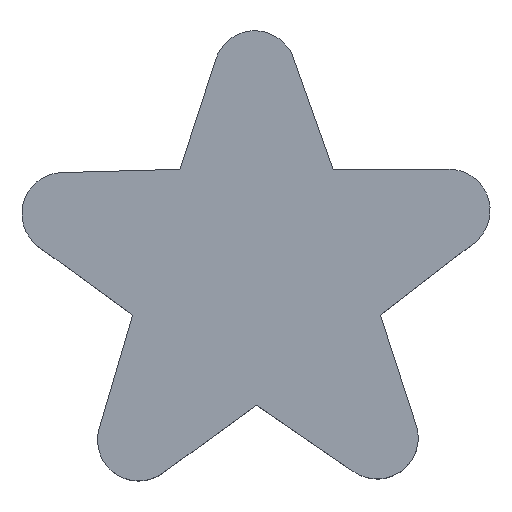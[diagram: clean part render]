
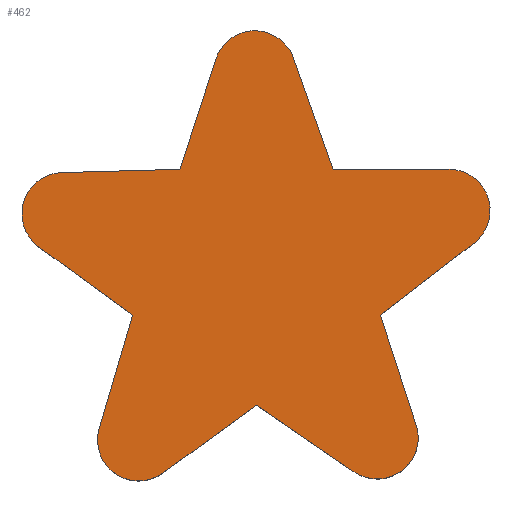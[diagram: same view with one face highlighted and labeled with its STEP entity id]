
A CAD part, top view. The second image highlights one B-rep face of the part: STEP entity #462.
In plain terms, the highlighted planar face has unit normal (0, 0, 1).
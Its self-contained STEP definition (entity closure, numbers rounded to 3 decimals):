
#38=PLANE('',#529);
#56=LINE('',#745,#98);
#58=LINE('',#749,#100);
#60=LINE('',#753,#102);
#63=LINE('',#761,#105);
#65=LINE('',#765,#107);
#68=LINE('',#773,#110);
#70=LINE('',#777,#112);
#73=LINE('',#785,#115);
#75=LINE('',#789,#117);
#78=LINE('',#797,#120);
#80=LINE('',#800,#122);
#98=VECTOR('',#605,10.);
#100=VECTOR('',#609,10.);
#102=VECTOR('',#613,10.);
#105=VECTOR('',#622,10.);
#107=VECTOR('',#626,10.);
#110=VECTOR('',#635,10.);
#112=VECTOR('',#639,10.);
#115=VECTOR('',#648,10.);
#117=VECTOR('',#652,10.);
#120=VECTOR('',#661,10.);
#122=VECTOR('',#665,10.);
#150=FACE_OUTER_BOUND('',#178,.T.);
#178=EDGE_LOOP('',(#421,#422,#423,#424,#425,#426,#427,#428,#429,#430,#431,
#432,#433,#434,#435,#436));
#196=CIRCLE('',#509,4.356);
#197=CIRCLE('',#514,4.356);
#198=CIRCLE('',#518,4.356);
#199=CIRCLE('',#522,4.356);
#200=CIRCLE('',#526,4.356);
#229=VERTEX_POINT('',#738);
#230=VERTEX_POINT('',#740);
#231=VERTEX_POINT('',#744);
#232=VERTEX_POINT('',#748);
#233=VERTEX_POINT('',#752);
#234=VERTEX_POINT('',#756);
#235=VERTEX_POINT('',#760);
#236=VERTEX_POINT('',#764);
#237=VERTEX_POINT('',#768);
#238=VERTEX_POINT('',#772);
#239=VERTEX_POINT('',#776);
#240=VERTEX_POINT('',#780);
#241=VERTEX_POINT('',#784);
#242=VERTEX_POINT('',#788);
#243=VERTEX_POINT('',#792);
#244=VERTEX_POINT('',#796);
#278=EDGE_CURVE('',#230,#229,#196,.T.);
#280=EDGE_CURVE('',#231,#230,#56,.T.);
#282=EDGE_CURVE('',#232,#231,#58,.T.);
#284=EDGE_CURVE('',#233,#232,#60,.T.);
#286=EDGE_CURVE('',#234,#233,#197,.T.);
#288=EDGE_CURVE('',#235,#234,#63,.T.);
#290=EDGE_CURVE('',#236,#235,#65,.T.);
#292=EDGE_CURVE('',#237,#236,#198,.T.);
#294=EDGE_CURVE('',#238,#237,#68,.T.);
#296=EDGE_CURVE('',#239,#238,#70,.T.);
#298=EDGE_CURVE('',#240,#239,#199,.T.);
#300=EDGE_CURVE('',#241,#240,#73,.T.);
#302=EDGE_CURVE('',#242,#241,#75,.T.);
#304=EDGE_CURVE('',#243,#242,#200,.T.);
#306=EDGE_CURVE('',#244,#243,#78,.T.);
#308=EDGE_CURVE('',#229,#244,#80,.T.);
#421=ORIENTED_EDGE('',*,*,#308,.T.);
#422=ORIENTED_EDGE('',*,*,#306,.T.);
#423=ORIENTED_EDGE('',*,*,#304,.T.);
#424=ORIENTED_EDGE('',*,*,#302,.T.);
#425=ORIENTED_EDGE('',*,*,#300,.T.);
#426=ORIENTED_EDGE('',*,*,#298,.T.);
#427=ORIENTED_EDGE('',*,*,#296,.T.);
#428=ORIENTED_EDGE('',*,*,#294,.T.);
#429=ORIENTED_EDGE('',*,*,#292,.T.);
#430=ORIENTED_EDGE('',*,*,#290,.T.);
#431=ORIENTED_EDGE('',*,*,#288,.T.);
#432=ORIENTED_EDGE('',*,*,#286,.T.);
#433=ORIENTED_EDGE('',*,*,#284,.T.);
#434=ORIENTED_EDGE('',*,*,#282,.T.);
#435=ORIENTED_EDGE('',*,*,#280,.T.);
#436=ORIENTED_EDGE('',*,*,#278,.T.);
#462=ADVANCED_FACE('',(#150),#38,.T.);
#509=AXIS2_PLACEMENT_3D('',#741,#600,#601);
#514=AXIS2_PLACEMENT_3D('',#757,#617,#618);
#518=AXIS2_PLACEMENT_3D('',#769,#630,#631);
#522=AXIS2_PLACEMENT_3D('',#781,#643,#644);
#526=AXIS2_PLACEMENT_3D('',#793,#656,#657);
#529=AXIS2_PLACEMENT_3D('',#801,#666,#667);
#600=DIRECTION('center_axis',(0.,0.,1.));
#601=DIRECTION('ref_axis',(-0.942,-0.335,0.));
#605=DIRECTION('',(-0.335,0.942,0.));
#609=DIRECTION('',(-1.,0.,0.));
#613=DIRECTION('',(-1.,0.,0.));
#617=DIRECTION('center_axis',(0.,0.,1.));
#618=DIRECTION('ref_axis',(-0.609,0.793,0.));
#622=DIRECTION('',(0.792,0.61,0.));
#626=DIRECTION('',(-0.309,0.951,0.));
#630=DIRECTION('center_axis',(0.,0.,1.));
#631=DIRECTION('ref_axis',(0.565,0.825,0.));
#635=DIRECTION('',(0.825,-0.565,0.));
#639=DIRECTION('',(0.809,0.587,0.));
#643=DIRECTION('center_axis',(0.,0.,1.));
#644=DIRECTION('ref_axis',(0.959,-0.282,0.));
#648=DIRECTION('',(-0.282,-0.959,0.));
#652=DIRECTION('',(0.809,-0.588,0.));
#656=DIRECTION('center_axis',(0.,0.,1.));
#657=DIRECTION('ref_axis',(0.028,-1.,0.));
#661=DIRECTION('',(-1.,-0.028,0.));
#665=DIRECTION('',(-0.309,-0.951,0.));
#666=DIRECTION('center_axis',(0.,0.,1.));
#667=DIRECTION('ref_axis',(1.,0.,0.));
#738=CARTESIAN_POINT('',(-9.761,37.482,9.));
#740=CARTESIAN_POINT('',(-1.516,37.595,9.));
#741=CARTESIAN_POINT('Origin',(-5.619,36.134,9.));
#744=CARTESIAN_POINT('',(2.678,25.81,9.));
#745=CARTESIAN_POINT('',(-1.516,37.595,9.));
#748=CARTESIAN_POINT('',(2.684,25.81,9.));
#749=CARTESIAN_POINT('',(2.678,25.81,9.));
#752=CARTESIAN_POINT('',(14.951,25.81,9.));
#753=CARTESIAN_POINT('',(2.684,25.81,9.));
#756=CARTESIAN_POINT('',(17.608,18.001,9.));
#757=CARTESIAN_POINT('Origin',(14.955,21.455,9.));
#760=CARTESIAN_POINT('',(7.695,10.369,9.));
#761=CARTESIAN_POINT('',(17.608,18.001,9.));
#764=CARTESIAN_POINT('',(11.483,-1.305,9.));
#765=CARTESIAN_POINT('',(7.695,10.369,9.));
#768=CARTESIAN_POINT('',(4.879,-6.243,9.));
#769=CARTESIAN_POINT('Origin',(7.34,-2.649,9.));
#772=CARTESIAN_POINT('',(-5.441,0.826,9.));
#773=CARTESIAN_POINT('',(4.879,-6.243,9.));
#776=CARTESIAN_POINT('',(-15.372,-6.384,9.));
#777=CARTESIAN_POINT('',(-5.441,0.826,9.));
#780=CARTESIAN_POINT('',(-22.109,-1.629,9.));
#781=CARTESIAN_POINT('Origin',(-17.931,-2.86,9.));
#784=CARTESIAN_POINT('',(-18.576,10.37,9.));
#785=CARTESIAN_POINT('',(-22.109,-1.629,9.));
#788=CARTESIAN_POINT('',(-28.502,17.587,9.));
#789=CARTESIAN_POINT('',(-18.576,10.37,9.));
#792=CARTESIAN_POINT('',(-26.062,25.464,9.));
#793=CARTESIAN_POINT('Origin',(-25.941,21.11,9.));
#796=CARTESIAN_POINT('',(-13.558,25.811,9.));
#797=CARTESIAN_POINT('',(-26.062,25.464,9.));
#800=CARTESIAN_POINT('',(-13.558,25.811,9.));
#801=CARTESIAN_POINT('Origin',(-5.439,14.638,9.));
